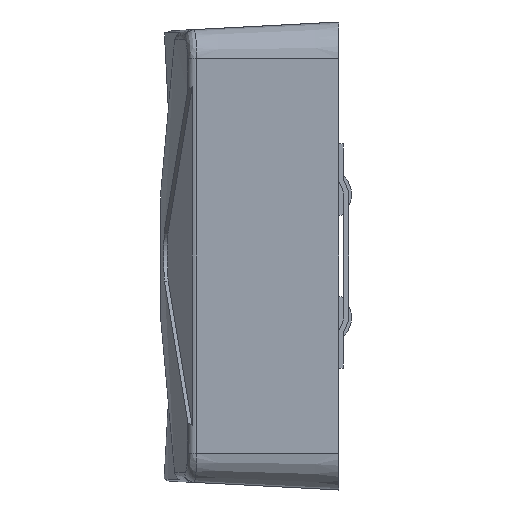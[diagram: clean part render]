
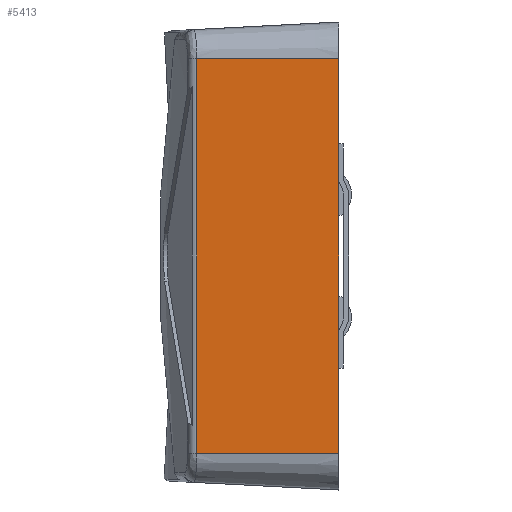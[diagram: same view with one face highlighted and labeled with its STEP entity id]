
A CAD part, left-side view. The second image highlights one B-rep face of the part: STEP entity #5413.
In plain terms, the highlighted planar face has unit normal (-0.999, 0.052, 0).
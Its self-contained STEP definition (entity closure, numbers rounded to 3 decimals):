
#427 = VERTEX_POINT ( 'NONE', #6236 ) ;
#840 = VECTOR ( 'NONE', #2207, 1000. ) ;
#1268 = DIRECTION ( 'NONE',  ( 0., 0., 1. ) ) ;
#1300 = EDGE_CURVE ( 'NONE', #3645, #427, #6513, .T. ) ;
#1739 = VERTEX_POINT ( 'NONE', #4098 ) ;
#2064 = CARTESIAN_POINT ( 'NONE',  ( -150.977, 57.684, 80. ) ) ;
#2207 = DIRECTION ( 'NONE',  ( -0.052, -0.999, 0. ) ) ;
#2260 = VECTOR ( 'NONE', #1268, 1000. ) ;
#2262 = EDGE_CURVE ( 'NONE', #1739, #3645, #3072, .T. ) ;
#2589 = VERTEX_POINT ( 'NONE', #2064 ) ;
#2717 = ORIENTED_EDGE ( 'NONE', *, *, #1300, .T. ) ;
#2730 = CARTESIAN_POINT ( 'NONE',  ( -154., 0., 80. ) ) ;
#3072 = LINE ( 'NONE', #6835, #840 ) ;
#3502 = DIRECTION ( 'NONE',  ( -0.052, -0.999, 0. ) ) ;
#3645 = VERTEX_POINT ( 'NONE', #7388 ) ;
#3780 = CARTESIAN_POINT ( 'NONE',  ( -150.977, 57.684, -80. ) ) ;
#3858 = DIRECTION ( 'NONE',  ( 0., 0., 1. ) ) ;
#3873 = ORIENTED_EDGE ( 'NONE', *, *, #2262, .T. ) ;
#3953 = EDGE_LOOP ( 'NONE', ( #4389, #4111, #3873, #2717 ) ) ;
#3976 = LINE ( 'NONE', #2730, #5950 ) ;
#4035 = EDGE_CURVE ( 'NONE', #2589, #427, #3976, .T. ) ;
#4098 = CARTESIAN_POINT ( 'NONE',  ( -150.977, 57.684, -80. ) ) ;
#4111 = ORIENTED_EDGE ( 'NONE', *, *, #4235, .T. ) ;
#4184 = LINE ( 'NONE', #3780, #5837 ) ;
#4235 = EDGE_CURVE ( 'NONE', #2589, #1739, #4184, .T. ) ;
#4389 = ORIENTED_EDGE ( 'NONE', *, *, #4035, .F. ) ;
#5413 = ADVANCED_FACE ( 'NONE', ( #6787 ), #5980, .T. ) ;
#5837 = VECTOR ( 'NONE', #6542, 1000. ) ;
#5950 = VECTOR ( 'NONE', #3502, 1000. ) ;
#5980 = PLANE ( 'NONE',  #6333 ) ;
#6236 = CARTESIAN_POINT ( 'NONE',  ( -154., 0., 80. ) ) ;
#6333 = AXIS2_PLACEMENT_3D ( 'NONE', #8758, #7364, #3858 ) ;
#6513 = LINE ( 'NONE', #7551, #2260 ) ;
#6542 = DIRECTION ( 'NONE',  ( 0., 0., -1. ) ) ;
#6787 = FACE_OUTER_BOUND ( 'NONE', #3953, .T. ) ;
#6835 = CARTESIAN_POINT ( 'NONE',  ( -154., 0., -80. ) ) ;
#7364 = DIRECTION ( 'NONE',  ( -0.999, 0.052, 0. ) ) ;
#7388 = CARTESIAN_POINT ( 'NONE',  ( -154., 0., -80. ) ) ;
#7551 = CARTESIAN_POINT ( 'NONE',  ( -154., 0., -80. ) ) ;
#8758 = CARTESIAN_POINT ( 'NONE',  ( -154., 0., -80. ) ) ;
